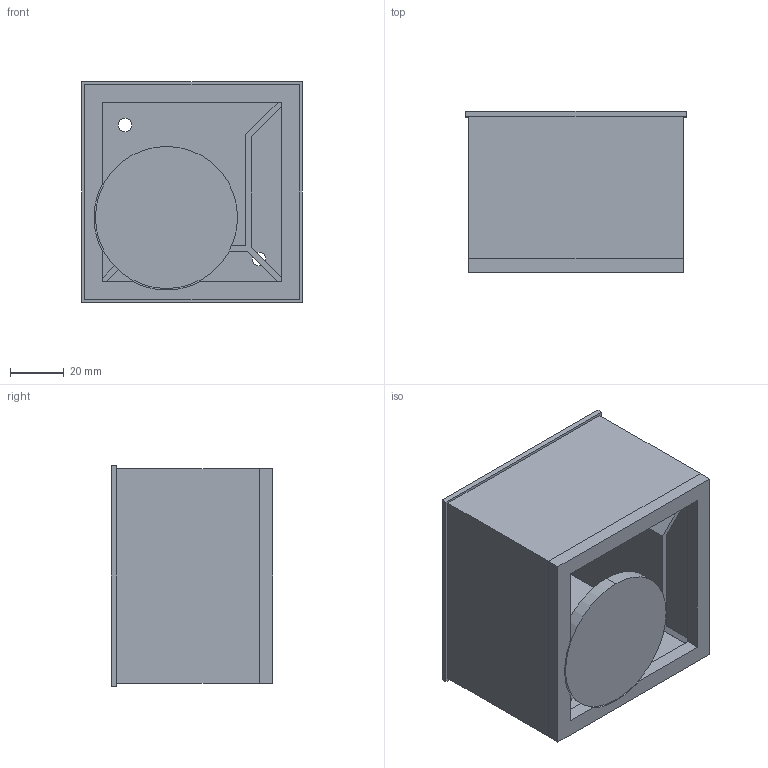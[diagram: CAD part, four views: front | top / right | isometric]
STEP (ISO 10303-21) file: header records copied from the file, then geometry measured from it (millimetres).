
FILE_DESCRIPTION (( 'STEP AP214' ), '1' );
FILE_NAME ('F002893,F002895,F002897_3D.step', '2022-08-15T13:42:50', ( '' ), ( '' ), 'SwSTEP 2.0', 'SolidWorks 2020', '' );
FILE_SCHEMA (( 'AUTOMOTIVE_DESIGN' ));
Length unit declared in the file: millimetre
Products named in the file (1): F002893,F002895,F002897_3D
Bounding box: 82 x 60 x 82 mm (x, y, z)
Volume: 82780.9 mm3; surface area: 76419.2 mm2
Topology: 4 solids, 4 shells, 51 faces, 129 edges, 86 vertices
Faces by surface type: plane 40, cylinder 11
Entity records: 2175 total; most frequent: CARTESIAN_POINT 267, ORIENTED_EDGE 258, DIRECTION 255, EDGE_CURVE 129, VECTOR 107, LINE 107, VERTEX_POINT 86, AXIS2_PLACEMENT_3D 74
